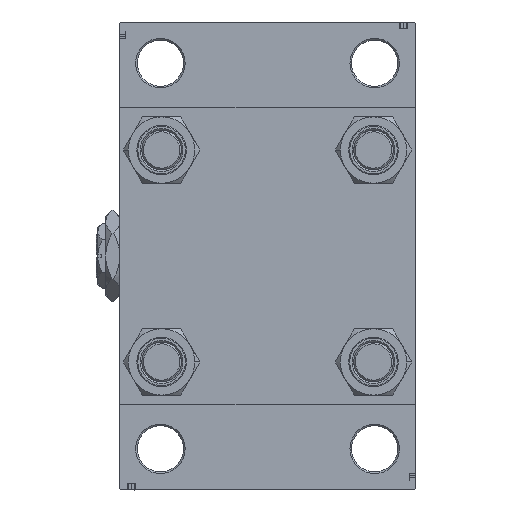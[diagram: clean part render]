
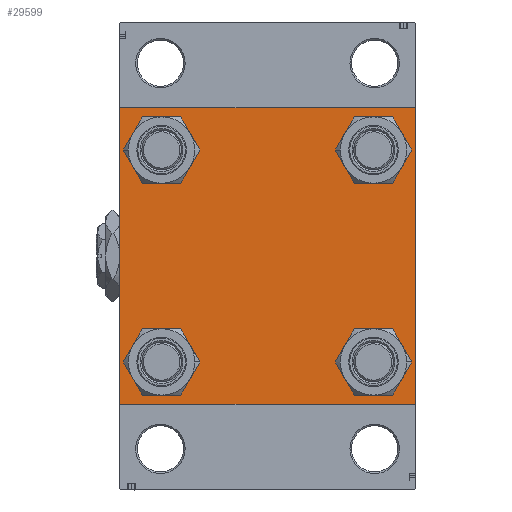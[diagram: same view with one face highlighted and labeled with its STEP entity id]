
A CAD part, left-side view. The second image highlights one B-rep face of the part: STEP entity #29599.
In plain terms, the highlighted planar face has unit normal (-1, 0, 0).
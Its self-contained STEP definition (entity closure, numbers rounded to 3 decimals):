
#435 = CARTESIAN_POINT ( 'NONE',  ( 0., -44.75, -44.75 ) ) ;
#839 = EDGE_CURVE ( 'NONE', #49125, #43679, #9223, .T. ) ;
#851 = DIRECTION ( 'NONE',  ( 1., 0., 0. ) ) ;
#1585 = EDGE_CURVE ( 'NONE', #14654, #16645, #12661, .T. ) ;
#1759 = CARTESIAN_POINT ( 'NONE',  ( 0., 44.75, 44.75 ) ) ;
#1942 = ORIENTED_EDGE ( 'NONE', *, *, #10082, .F. ) ;
#1998 = LINE ( 'NONE', #1759, #43542 ) ;
#2131 = CIRCLE ( 'NONE', #24490, 6.5 ) ;
#2406 = LINE ( 'NONE', #13683, #39785 ) ;
#2644 = DIRECTION ( 'NONE',  ( 1., 0., 0. ) ) ;
#3699 = VECTOR ( 'NONE', #27388, 1000. ) ;
#3737 = CARTESIAN_POINT ( 'NONE',  ( 0., 32.15, 32.15 ) ) ;
#3739 = CIRCLE ( 'NONE', #37304, 6.5 ) ;
#4192 = EDGE_LOOP ( 'NONE', ( #15394, #37923 ) ) ;
#4769 = FACE_BOUND ( 'NONE', #21489, .T. ) ;
#4844 = CARTESIAN_POINT ( 'NONE',  ( 0., 45., 44.5 ) ) ;
#5013 = CARTESIAN_POINT ( 'NONE',  ( 0., 0., 0. ) ) ;
#5478 = EDGE_CURVE ( 'NONE', #25079, #6821, #47770, .T. ) ;
#5619 = CARTESIAN_POINT ( 'NONE',  ( 0., 32.15, 25.65 ) ) ;
#6084 = CARTESIAN_POINT ( 'NONE',  ( 0., -32.15, -25.65 ) ) ;
#6523 = VERTEX_POINT ( 'NONE', #35186 ) ;
#6821 = VERTEX_POINT ( 'NONE', #24766 ) ;
#6942 = VECTOR ( 'NONE', #12379, 1000. ) ;
#7182 = EDGE_CURVE ( 'NONE', #23499, #6523, #38886, .T. ) ;
#8003 = CARTESIAN_POINT ( 'NONE',  ( 0., -32.15, -32.15 ) ) ;
#8919 = EDGE_CURVE ( 'NONE', #26592, #33104, #9395, .T. ) ;
#9203 = DIRECTION ( 'NONE',  ( 1., 0., 0. ) ) ;
#9223 = CIRCLE ( 'NONE', #30004, 6.5 ) ;
#9395 = CIRCLE ( 'NONE', #44542, 6.5 ) ;
#9676 = DIRECTION ( 'NONE',  ( 1., 0., 0. ) ) ;
#9979 = LINE ( 'NONE', #47768, #36718 ) ;
#10082 = EDGE_CURVE ( 'NONE', #16803, #39679, #2406, .T. ) ;
#10276 = DIRECTION ( 'NONE',  ( 0., 0., 1. ) ) ;
#11429 = ORIENTED_EDGE ( 'NONE', *, *, #27217, .T. ) ;
#11448 = LINE ( 'NONE', #435, #49509 ) ;
#12131 = CARTESIAN_POINT ( 'NONE',  ( 0., 45., 45. ) ) ;
#12379 = DIRECTION ( 'NONE',  ( 0., 0., -1. ) ) ;
#12661 = LINE ( 'NONE', #46426, #3699 ) ;
#12949 = EDGE_CURVE ( 'NONE', #6523, #24092, #9979, .T. ) ;
#13021 = ORIENTED_EDGE ( 'NONE', *, *, #15268, .T. ) ;
#13683 = CARTESIAN_POINT ( 'NONE',  ( 0., -45., 45. ) ) ;
#13888 = CARTESIAN_POINT ( 'NONE',  ( 0., -44.5, -45. ) ) ;
#14441 = AXIS2_PLACEMENT_3D ( 'NONE', #5013, #35524, #39038 ) ;
#14552 = VECTOR ( 'NONE', #17211, 1000. ) ;
#14654 = VERTEX_POINT ( 'NONE', #18207 ) ;
#15268 = EDGE_CURVE ( 'NONE', #43679, #49125, #22390, .T. ) ;
#15394 = ORIENTED_EDGE ( 'NONE', *, *, #32126, .T. ) ;
#16223 = ORIENTED_EDGE ( 'NONE', *, *, #47592, .T. ) ;
#16312 = VERTEX_POINT ( 'NONE', #23751 ) ;
#16416 = ORIENTED_EDGE ( 'NONE', *, *, #5478, .T. ) ;
#16472 = DIRECTION ( 'NONE',  ( 0., 0., 1. ) ) ;
#16645 = VERTEX_POINT ( 'NONE', #20431 ) ;
#16803 = VERTEX_POINT ( 'NONE', #31141 ) ;
#16962 = LINE ( 'NONE', #43216, #14552 ) ;
#17183 = DIRECTION ( 'NONE',  ( 0., 0., -1. ) ) ;
#17211 = DIRECTION ( 'NONE',  ( 0., -1., 0. ) ) ;
#18207 = CARTESIAN_POINT ( 'NONE',  ( 0., 44.5, 45. ) ) ;
#18499 = EDGE_LOOP ( 'NONE', ( #25660, #16416 ) ) ;
#18515 = DIRECTION ( 'NONE',  ( 1., 0., 0. ) ) ;
#18679 = LINE ( 'NONE', #38170, #20535 ) ;
#18743 = ORIENTED_EDGE ( 'NONE', *, *, #839, .T. ) ;
#19826 = CARTESIAN_POINT ( 'NONE',  ( 0., 32.15, -25.65 ) ) ;
#20137 = ORIENTED_EDGE ( 'NONE', *, *, #1585, .F. ) ;
#20259 = FACE_BOUND ( 'NONE', #18499, .T. ) ;
#20426 = DIRECTION ( 'NONE',  ( 0., 0., 1. ) ) ;
#20431 = CARTESIAN_POINT ( 'NONE',  ( 0., -44.5, 45. ) ) ;
#20535 = VECTOR ( 'NONE', #49194, 1000. ) ;
#20823 = CARTESIAN_POINT ( 'NONE',  ( 0., 32.15, 38.65 ) ) ;
#21489 = EDGE_LOOP ( 'NONE', ( #13021, #18743 ) ) ;
#22143 = EDGE_CURVE ( 'NONE', #24092, #48115, #16962, .T. ) ;
#22390 = CIRCLE ( 'NONE', #42383, 6.5 ) ;
#22485 = CIRCLE ( 'NONE', #35267, 6.5 ) ;
#23499 = VERTEX_POINT ( 'NONE', #4844 ) ;
#23751 = CARTESIAN_POINT ( 'NONE',  ( 0., 32.15, -38.65 ) ) ;
#24092 = VERTEX_POINT ( 'NONE', #38201 ) ;
#24490 = AXIS2_PLACEMENT_3D ( 'NONE', #30460, #45975, #26940 ) ;
#24766 = CARTESIAN_POINT ( 'NONE',  ( 0., -32.15, 38.65 ) ) ;
#25079 = VERTEX_POINT ( 'NONE', #48457 ) ;
#25660 = ORIENTED_EDGE ( 'NONE', *, *, #45140, .T. ) ;
#26145 = DIRECTION ( 'NONE',  ( 1., 0., 0. ) ) ;
#26592 = VERTEX_POINT ( 'NONE', #35040 ) ;
#26940 = DIRECTION ( 'NONE',  ( 0., 0., 1. ) ) ;
#27217 = EDGE_CURVE ( 'NONE', #48115, #39679, #11448, .T. ) ;
#27388 = DIRECTION ( 'NONE',  ( 0., -1., 0. ) ) ;
#27513 = FACE_BOUND ( 'NONE', #4192, .T. ) ;
#29599 = ADVANCED_FACE ( 'NONE', ( #20259, #43039, #27513, #4769, #46796 ), #38785, .T. ) ;
#30004 = AXIS2_PLACEMENT_3D ( 'NONE', #3737, #18515, #34243 ) ;
#30460 = CARTESIAN_POINT ( 'NONE',  ( 0., -32.15, -32.15 ) ) ;
#31141 = CARTESIAN_POINT ( 'NONE',  ( 0., -45., 44.5 ) ) ;
#32126 = EDGE_CURVE ( 'NONE', #39029, #16312, #22485, .T. ) ;
#33104 = VERTEX_POINT ( 'NONE', #6084 ) ;
#33264 = CARTESIAN_POINT ( 'NONE',  ( 0., 32.15, 32.15 ) ) ;
#33660 = CARTESIAN_POINT ( 'NONE',  ( 0., 32.15, -32.15 ) ) ;
#33922 = ORIENTED_EDGE ( 'NONE', *, *, #47875, .T. ) ;
#34243 = DIRECTION ( 'NONE',  ( 0., 0., 1. ) ) ;
#34624 = CARTESIAN_POINT ( 'NONE',  ( 0., -32.15, 32.15 ) ) ;
#34933 = EDGE_LOOP ( 'NONE', ( #16223, #44162 ) ) ;
#35040 = CARTESIAN_POINT ( 'NONE',  ( 0., -32.15, -38.65 ) ) ;
#35186 = CARTESIAN_POINT ( 'NONE',  ( 0., 45., -44.5 ) ) ;
#35267 = AXIS2_PLACEMENT_3D ( 'NONE', #44177, #2644, #48426 ) ;
#35524 = DIRECTION ( 'NONE',  ( -1., 0., 0. ) ) ;
#35951 = CARTESIAN_POINT ( 'NONE',  ( 0., -45., -44.5 ) ) ;
#36497 = DIRECTION ( 'NONE',  ( 0., -0.707, -0.707 ) ) ;
#36718 = VECTOR ( 'NONE', #36497, 1000. ) ;
#37304 = AXIS2_PLACEMENT_3D ( 'NONE', #33660, #26145, #37674 ) ;
#37674 = DIRECTION ( 'NONE',  ( 0., 0., 1. ) ) ;
#37923 = ORIENTED_EDGE ( 'NONE', *, *, #46977, .T. ) ;
#38170 = CARTESIAN_POINT ( 'NONE',  ( 0., -44.75, 44.75 ) ) ;
#38201 = CARTESIAN_POINT ( 'NONE',  ( 0., 44.5, -45. ) ) ;
#38379 = DIRECTION ( 'NONE',  ( 0., 0., 1. ) ) ;
#38785 = PLANE ( 'NONE',  #14441 ) ;
#38886 = LINE ( 'NONE', #12131, #6942 ) ;
#39029 = VERTEX_POINT ( 'NONE', #19826 ) ;
#39038 = DIRECTION ( 'NONE',  ( 0., 0., 1. ) ) ;
#39282 = DIRECTION ( 'NONE',  ( 0., 0.707, -0.707 ) ) ;
#39473 = CARTESIAN_POINT ( 'NONE',  ( 0., -32.15, 32.15 ) ) ;
#39679 = VERTEX_POINT ( 'NONE', #35951 ) ;
#39785 = VECTOR ( 'NONE', #17183, 1000. ) ;
#40254 = EDGE_LOOP ( 'NONE', ( #46475, #44195, #42149, #11429, #1942, #33922, #20137, #41368 ) ) ;
#41368 = ORIENTED_EDGE ( 'NONE', *, *, #43208, .T. ) ;
#42149 = ORIENTED_EDGE ( 'NONE', *, *, #22143, .T. ) ;
#42383 = AXIS2_PLACEMENT_3D ( 'NONE', #33264, #47551, #10276 ) ;
#42701 = DIRECTION ( 'NONE',  ( 0., -0.707, 0.707 ) ) ;
#43039 = FACE_BOUND ( 'NONE', #34933, .T. ) ;
#43208 = EDGE_CURVE ( 'NONE', #14654, #23499, #1998, .T. ) ;
#43216 = CARTESIAN_POINT ( 'NONE',  ( 0., 45., -45. ) ) ;
#43542 = VECTOR ( 'NONE', #39282, 1000. ) ;
#43608 = CIRCLE ( 'NONE', #45198, 6.5 ) ;
#43679 = VERTEX_POINT ( 'NONE', #20823 ) ;
#44162 = ORIENTED_EDGE ( 'NONE', *, *, #8919, .T. ) ;
#44177 = CARTESIAN_POINT ( 'NONE',  ( 0., 32.15, -32.15 ) ) ;
#44195 = ORIENTED_EDGE ( 'NONE', *, *, #12949, .T. ) ;
#44542 = AXIS2_PLACEMENT_3D ( 'NONE', #8003, #9676, #20426 ) ;
#45140 = EDGE_CURVE ( 'NONE', #6821, #25079, #43608, .T. ) ;
#45198 = AXIS2_PLACEMENT_3D ( 'NONE', #39473, #9203, #16472 ) ;
#45975 = DIRECTION ( 'NONE',  ( 1., 0., 0. ) ) ;
#46426 = CARTESIAN_POINT ( 'NONE',  ( 0., 45., 45. ) ) ;
#46475 = ORIENTED_EDGE ( 'NONE', *, *, #7182, .T. ) ;
#46796 = FACE_OUTER_BOUND ( 'NONE', #40254, .T. ) ;
#46977 = EDGE_CURVE ( 'NONE', #16312, #39029, #3739, .T. ) ;
#47551 = DIRECTION ( 'NONE',  ( 1., 0., 0. ) ) ;
#47592 = EDGE_CURVE ( 'NONE', #33104, #26592, #2131, .T. ) ;
#47768 = CARTESIAN_POINT ( 'NONE',  ( 0., 44.75, -44.75 ) ) ;
#47770 = CIRCLE ( 'NONE', #49377, 6.5 ) ;
#47875 = EDGE_CURVE ( 'NONE', #16803, #16645, #18679, .T. ) ;
#48115 = VERTEX_POINT ( 'NONE', #13888 ) ;
#48426 = DIRECTION ( 'NONE',  ( 0., 0., 1. ) ) ;
#48457 = CARTESIAN_POINT ( 'NONE',  ( 0., -32.15, 25.65 ) ) ;
#49125 = VERTEX_POINT ( 'NONE', #5619 ) ;
#49194 = DIRECTION ( 'NONE',  ( 0., 0.707, 0.707 ) ) ;
#49377 = AXIS2_PLACEMENT_3D ( 'NONE', #34624, #851, #38379 ) ;
#49509 = VECTOR ( 'NONE', #42701, 1000. ) ;
